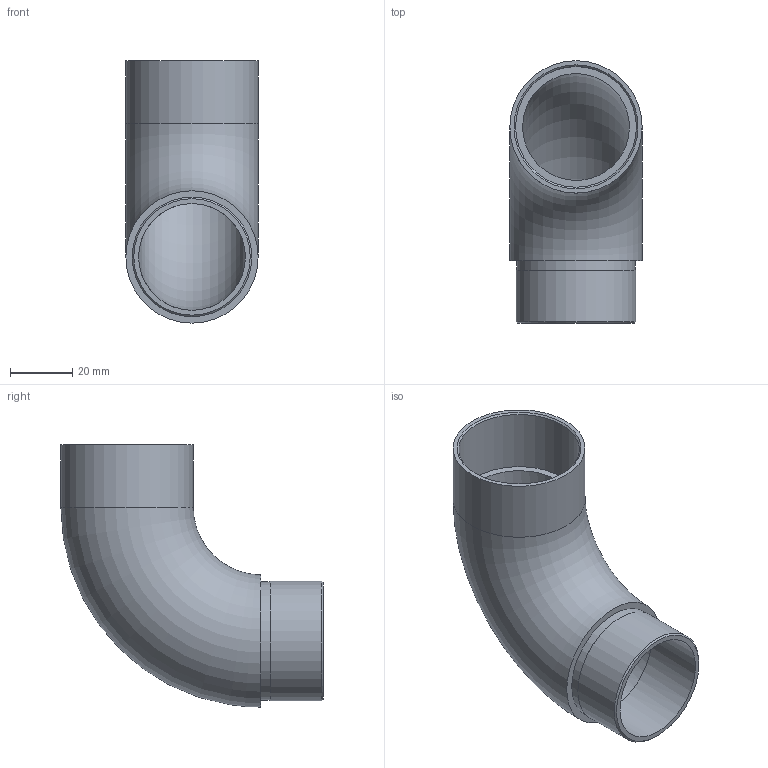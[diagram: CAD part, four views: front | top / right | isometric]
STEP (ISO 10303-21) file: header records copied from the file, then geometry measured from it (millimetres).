
FILE_DESCRIPTION (( 'STEP AP203' ), '1' );
FILE_NAME ('56165-320.STEP', '2020-03-06T10:56:00', ( '' ), ( '' ), 'SwSTEP 2.0', 'SolidWorks 2015', '' );
FILE_SCHEMA (( 'CONFIG_CONTROL_DESIGN' ));
Length unit declared in the file: millimetre
Products named in the file (2): 56165-320
Bounding box: 42.4 x 84 x 84 mm (x, y, z)
Volume: 42184.5 mm3; surface area: 26875 mm2
Topology: 1 solids, 1 shells, 239 faces, 633 edges, 422 vertices
Faces by surface type: plane 113, bspline 111, cylinder 11, torus 2, cone 2
Full cylindrical faces by diameter (mm): 34.2 x1, 37.9 x1, 38.3 x1, 38.7 x1, 42.4 x1
Entity records: 12745 total; most frequent: CARTESIAN_POINT 7469, ORIENTED_EDGE 1240, DIRECTION 694, EDGE_CURVE 620, VERTEX_POINT 418, VECTOR 332, LINE 332, EDGE_LOOP 276
